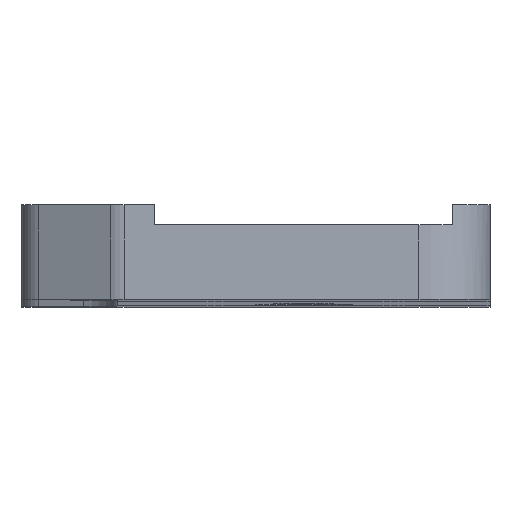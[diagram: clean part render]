
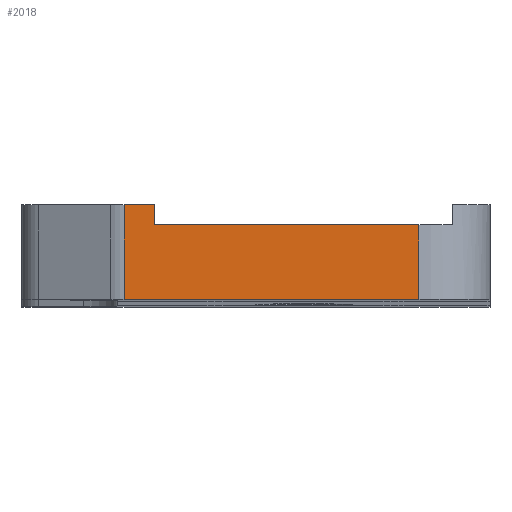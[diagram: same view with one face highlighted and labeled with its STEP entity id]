
A CAD part, top view. The second image highlights one B-rep face of the part: STEP entity #2018.
In plain terms, the highlighted planar face has unit normal (0, 0, 1).
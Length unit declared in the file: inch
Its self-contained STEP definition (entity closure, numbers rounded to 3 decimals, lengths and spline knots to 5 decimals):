
#125 = ORIENTED_EDGE ( 'NONE', *, *, #2318, .F. ) ;
#151 = EDGE_CURVE ( 'NONE', #1021, #1385, #1823, .T. ) ;
#236 = EDGE_LOOP ( 'NONE', ( #1429, #3461, #3396, #749, #1456, #125 ) ) ;
#407 = CARTESIAN_POINT ( 'NONE',  ( 0.09843, 0.19685, 11.81102 ) ) ;
#433 = EDGE_CURVE ( 'NONE', #1664, #3280, #2375, .T. ) ;
#749 = ORIENTED_EDGE ( 'NONE', *, *, #1136, .F. ) ;
#847 = DIRECTION ( 'NONE',  ( 1., 0., 0. ) ) ;
#869 = VECTOR ( 'NONE', #2535, 39.37008 ) ;
#910 = VECTOR ( 'NONE', #2967, 39.37008 ) ;
#927 = DIRECTION ( 'NONE',  ( 0., 1., 0. ) ) ;
#1021 = VERTEX_POINT ( 'NONE', #1940 ) ;
#1080 = VERTEX_POINT ( 'NONE', #1954 ) ;
#1125 = CARTESIAN_POINT ( 'NONE',  ( 0., 0.19685, 11.81102 ) ) ;
#1136 = EDGE_CURVE ( 'NONE', #1664, #1021, #1781, .T. ) ;
#1186 = CARTESIAN_POINT ( 'NONE',  ( 0.01836, 0., 11.81102 ) ) ;
#1225 = LINE ( 'NONE', #2349, #2825 ) ;
#1262 = FACE_OUTER_BOUND ( 'NONE', #236, .T. ) ;
#1305 = VECTOR ( 'NONE', #927, 39.37008 ) ;
#1343 = CARTESIAN_POINT ( 'NONE',  ( 0.79675, 0., 11.81102 ) ) ;
#1385 = VERTEX_POINT ( 'NONE', #2794 ) ;
#1398 = DIRECTION ( 'NONE',  ( 1., 0., 0. ) ) ;
#1429 = ORIENTED_EDGE ( 'NONE', *, *, #3343, .F. ) ;
#1456 = ORIENTED_EDGE ( 'NONE', *, *, #433, .T. ) ;
#1582 = CARTESIAN_POINT ( 'NONE',  ( 0.01836, 0., 11.81102 ) ) ;
#1646 = VECTOR ( 'NONE', #3238, 39.37008 ) ;
#1664 = VERTEX_POINT ( 'NONE', #1582 ) ;
#1682 = EDGE_CURVE ( 'NONE', #1385, #2141, #2367, .T. ) ;
#1781 = LINE ( 'NONE', #1186, #1305 ) ;
#1823 = LINE ( 'NONE', #3215, #910 ) ;
#1940 = CARTESIAN_POINT ( 'NONE',  ( 0.01836, 0.25, 11.81102 ) ) ;
#1954 = CARTESIAN_POINT ( 'NONE',  ( 0.79675, 0.19685, 11.81102 ) ) ;
#2018 = ADVANCED_FACE ( 'NONE', ( #1262 ), #2194, .F. ) ;
#2039 = AXIS2_PLACEMENT_3D ( 'NONE', #2465, #2972, #847 ) ;
#2141 = VERTEX_POINT ( 'NONE', #407 ) ;
#2161 = CARTESIAN_POINT ( 'NONE',  ( 0.09843, 0., 11.81102 ) ) ;
#2194 = PLANE ( 'NONE',  #2039 ) ;
#2318 = EDGE_CURVE ( 'NONE', #1080, #3280, #1225, .T. ) ;
#2349 = CARTESIAN_POINT ( 'NONE',  ( 0.79675, 0., 11.81102 ) ) ;
#2367 = LINE ( 'NONE', #2161, #1646 ) ;
#2375 = LINE ( 'NONE', #2789, #869 ) ;
#2465 = CARTESIAN_POINT ( 'NONE',  ( 0., 0., 11.81102 ) ) ;
#2535 = DIRECTION ( 'NONE',  ( 1., 0., 0. ) ) ;
#2654 = VECTOR ( 'NONE', #1398, 39.37008 ) ;
#2789 = CARTESIAN_POINT ( 'NONE',  ( 0., 0., 11.81102 ) ) ;
#2794 = CARTESIAN_POINT ( 'NONE',  ( 0.09843, 0.25, 11.81102 ) ) ;
#2825 = VECTOR ( 'NONE', #2913, 39.37008 ) ;
#2913 = DIRECTION ( 'NONE',  ( 0., -1., 0. ) ) ;
#2967 = DIRECTION ( 'NONE',  ( 1., 0., 0. ) ) ;
#2972 = DIRECTION ( 'NONE',  ( 0., 0., -1. ) ) ;
#3215 = CARTESIAN_POINT ( 'NONE',  ( 0., 0.25, 11.81102 ) ) ;
#3238 = DIRECTION ( 'NONE',  ( 0., -1., 0. ) ) ;
#3280 = VERTEX_POINT ( 'NONE', #1343 ) ;
#3343 = EDGE_CURVE ( 'NONE', #2141, #1080, #3467, .T. ) ;
#3396 = ORIENTED_EDGE ( 'NONE', *, *, #151, .F. ) ;
#3461 = ORIENTED_EDGE ( 'NONE', *, *, #1682, .F. ) ;
#3467 = LINE ( 'NONE', #1125, #2654 ) ;
